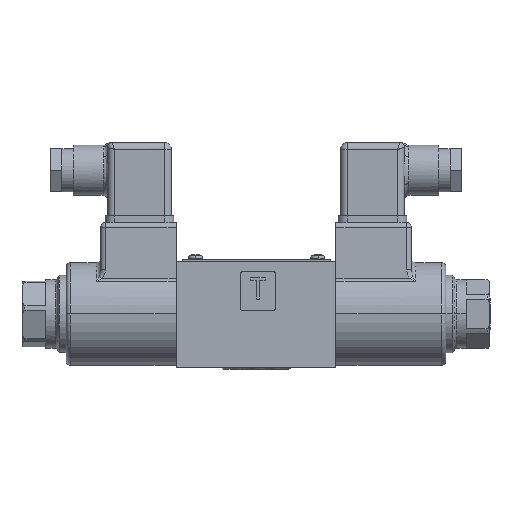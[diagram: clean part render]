
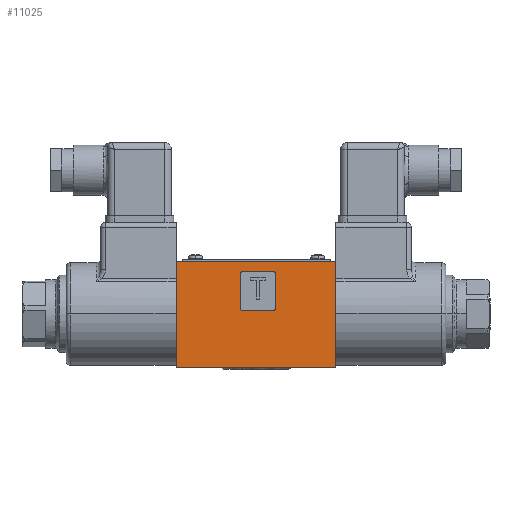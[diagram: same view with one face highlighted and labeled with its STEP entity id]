
A CAD part, top view. The second image highlights one B-rep face of the part: STEP entity #11025.
In plain terms, the highlighted planar face has unit normal (0, 0, 1).
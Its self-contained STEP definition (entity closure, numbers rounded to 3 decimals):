
#455 = DIRECTION ( 'NONE',  ( -1., 0., 0. ) ) ;
#753 = AXIS2_PLACEMENT_3D ( 'NONE', #15345, #15029, #2857 ) ;
#992 = ORIENTED_EDGE ( 'NONE', *, *, #15819, .F. ) ;
#1267 = DIRECTION ( 'NONE',  ( 0., 0., 1. ) ) ;
#1406 = CARTESIAN_POINT ( 'NONE',  ( 43.66, 41., 46. ) ) ;
#1581 = LINE ( 'NONE', #15262, #12438 ) ;
#1691 = AXIS2_PLACEMENT_3D ( 'NONE', #10110, #2783, #3102 ) ;
#2566 = CARTESIAN_POINT ( 'NONE',  ( 42.66, 42., 46. ) ) ;
#2575 = VERTEX_POINT ( 'NONE', #6498 ) ;
#2625 = VERTEX_POINT ( 'NONE', #13495 ) ;
#2783 = DIRECTION ( 'NONE',  ( 0., 0., 1. ) ) ;
#2822 = CARTESIAN_POINT ( 'NONE',  ( 0., 46.5, 46. ) ) ;
#2857 = DIRECTION ( 'NONE',  ( 1., 0., 0. ) ) ;
#3102 = DIRECTION ( 'NONE',  ( 1., 0., 0. ) ) ;
#3259 = EDGE_LOOP ( 'NONE', ( #5497, #4882, #9087, #10423, #8832, #5095, #7128, #15359 ) ) ;
#3392 = AXIS2_PLACEMENT_3D ( 'NONE', #15592, #1267, #13138 ) ;
#3829 = VERTEX_POINT ( 'NONE', #12314 ) ;
#4463 = VERTEX_POINT ( 'NONE', #14913 ) ;
#4781 = CARTESIAN_POINT ( 'NONE',  ( 0., 0., 46. ) ) ;
#4782 = CARTESIAN_POINT ( 'NONE',  ( 0., 0., 46. ) ) ;
#4882 = ORIENTED_EDGE ( 'NONE', *, *, #10360, .F. ) ;
#5095 = ORIENTED_EDGE ( 'NONE', *, *, #13592, .F. ) ;
#5223 = FACE_OUTER_BOUND ( 'NONE', #12449, .T. ) ;
#5464 = VECTOR ( 'NONE', #14543, 1000. ) ;
#5497 = ORIENTED_EDGE ( 'NONE', *, *, #9802, .F. ) ;
#5535 = CARTESIAN_POINT ( 'NONE',  ( 35., 23.25, 46. ) ) ;
#5538 = CARTESIAN_POINT ( 'NONE',  ( 29., 25., 46. ) ) ;
#5729 = VERTEX_POINT ( 'NONE', #5538 ) ;
#6367 = LINE ( 'NONE', #12367, #15445 ) ;
#6404 = VERTEX_POINT ( 'NONE', #6713 ) ;
#6426 = VECTOR ( 'NONE', #6636, 1000. ) ;
#6498 = CARTESIAN_POINT ( 'NONE',  ( 28., 26., 46. ) ) ;
#6636 = DIRECTION ( 'NONE',  ( 0., -1., 0. ) ) ;
#6713 = CARTESIAN_POINT ( 'NONE',  ( 42.66, 25., 46. ) ) ;
#6764 = PLANE ( 'NONE',  #7617 ) ;
#6783 = EDGE_CURVE ( 'NONE', #3829, #2575, #11703, .T. ) ;
#7121 = EDGE_CURVE ( 'NONE', #12632, #10812, #7692, .T. ) ;
#7128 = ORIENTED_EDGE ( 'NONE', *, *, #7121, .F. ) ;
#7194 = ORIENTED_EDGE ( 'NONE', *, *, #10835, .F. ) ;
#7262 = DIRECTION ( 'NONE',  ( 1., 0., 0. ) ) ;
#7617 = AXIS2_PLACEMENT_3D ( 'NONE', #5535, #10416, #15270 ) ;
#7692 = CIRCLE ( 'NONE', #753, 1. ) ;
#8832 = ORIENTED_EDGE ( 'NONE', *, *, #11033, .F. ) ;
#9004 = CARTESIAN_POINT ( 'NONE',  ( 29., 26., 46. ) ) ;
#9054 = CIRCLE ( 'NONE', #3392, 1. ) ;
#9087 = ORIENTED_EDGE ( 'NONE', *, *, #14841, .F. ) ;
#9236 = ORIENTED_EDGE ( 'NONE', *, *, #10077, .F. ) ;
#9299 = CARTESIAN_POINT ( 'NONE',  ( 70., 46.5, 46. ) ) ;
#9567 = VERTEX_POINT ( 'NONE', #10060 ) ;
#9682 = LINE ( 'NONE', #4782, #5464 ) ;
#9802 = EDGE_CURVE ( 'NONE', #6404, #9567, #9054, .T. ) ;
#10060 = CARTESIAN_POINT ( 'NONE',  ( 43.66, 26., 46. ) ) ;
#10077 = EDGE_CURVE ( 'NONE', #12674, #2625, #9682, .T. ) ;
#10110 = CARTESIAN_POINT ( 'NONE',  ( 29., 41., 46. ) ) ;
#10344 = LINE ( 'NONE', #11383, #15744 ) ;
#10360 = EDGE_CURVE ( 'NONE', #5729, #6404, #13339, .T. ) ;
#10416 = DIRECTION ( 'NONE',  ( 0., 0., 1. ) ) ;
#10423 = ORIENTED_EDGE ( 'NONE', *, *, #6783, .F. ) ;
#10424 = DIRECTION ( 'NONE',  ( 0., -1., 0. ) ) ;
#10491 = VECTOR ( 'NONE', #11407, 1000. ) ;
#10696 = CARTESIAN_POINT ( 'NONE',  ( 29., 25., 46. ) ) ;
#10812 = VERTEX_POINT ( 'NONE', #2566 ) ;
#10835 = EDGE_CURVE ( 'NONE', #4463, #12674, #10344, .T. ) ;
#11025 = ADVANCED_FACE ( 'NONE', ( #12827, #5223 ), #6764, .T. ) ;
#11033 = EDGE_CURVE ( 'NONE', #12166, #3829, #13473, .T. ) ;
#11225 = DIRECTION ( 'NONE',  ( 0., 1., 0. ) ) ;
#11383 = CARTESIAN_POINT ( 'NONE',  ( 70., 0., 46. ) ) ;
#11407 = DIRECTION ( 'NONE',  ( 1., 0., 0. ) ) ;
#11703 = LINE ( 'NONE', #15279, #12010 ) ;
#12010 = VECTOR ( 'NONE', #10424, 1000. ) ;
#12166 = VERTEX_POINT ( 'NONE', #15430 ) ;
#12314 = CARTESIAN_POINT ( 'NONE',  ( 28., 41., 46. ) ) ;
#12367 = CARTESIAN_POINT ( 'NONE',  ( 43.66, 41., 46. ) ) ;
#12438 = VECTOR ( 'NONE', #455, 1000. ) ;
#12449 = EDGE_LOOP ( 'NONE', ( #15751, #9236, #7194, #992 ) ) ;
#12595 = DIRECTION ( 'NONE',  ( -1., 0., 0. ) ) ;
#12632 = VERTEX_POINT ( 'NONE', #1406 ) ;
#12674 = VERTEX_POINT ( 'NONE', #4781 ) ;
#12677 = DIRECTION ( 'NONE',  ( 0., 0., 1. ) ) ;
#12775 = LINE ( 'NONE', #2822, #10491 ) ;
#12826 = CIRCLE ( 'NONE', #14840, 1. ) ;
#12827 = FACE_BOUND ( 'NONE', #3259, .T. ) ;
#13138 = DIRECTION ( 'NONE',  ( -1., 0., 0. ) ) ;
#13191 = EDGE_CURVE ( 'NONE', #9567, #12632, #6367, .T. ) ;
#13339 = LINE ( 'NONE', #10696, #13654 ) ;
#13473 = CIRCLE ( 'NONE', #1691, 1. ) ;
#13495 = CARTESIAN_POINT ( 'NONE',  ( 0., 46.5, 46. ) ) ;
#13592 = EDGE_CURVE ( 'NONE', #10812, #12166, #1581, .T. ) ;
#13654 = VECTOR ( 'NONE', #7262, 1000. ) ;
#14543 = DIRECTION ( 'NONE',  ( 0., 1., 0. ) ) ;
#14840 = AXIS2_PLACEMENT_3D ( 'NONE', #9004, #12677, #12595 ) ;
#14841 = EDGE_CURVE ( 'NONE', #2575, #5729, #12826, .T. ) ;
#14912 = CARTESIAN_POINT ( 'NONE',  ( 70., 46.5, 46. ) ) ;
#14913 = CARTESIAN_POINT ( 'NONE',  ( 70., 0., 46. ) ) ;
#15029 = DIRECTION ( 'NONE',  ( 0., 0., 1. ) ) ;
#15072 = LINE ( 'NONE', #14912, #6426 ) ;
#15126 = DIRECTION ( 'NONE',  ( -1., 0., 0. ) ) ;
#15262 = CARTESIAN_POINT ( 'NONE',  ( 29., 42., 46. ) ) ;
#15270 = DIRECTION ( 'NONE',  ( 1., 0., 0. ) ) ;
#15279 = CARTESIAN_POINT ( 'NONE',  ( 28., 41., 46. ) ) ;
#15287 = VERTEX_POINT ( 'NONE', #9299 ) ;
#15345 = CARTESIAN_POINT ( 'NONE',  ( 42.66, 41., 46. ) ) ;
#15359 = ORIENTED_EDGE ( 'NONE', *, *, #13191, .F. ) ;
#15430 = CARTESIAN_POINT ( 'NONE',  ( 29., 42., 46. ) ) ;
#15445 = VECTOR ( 'NONE', #11225, 1000. ) ;
#15592 = CARTESIAN_POINT ( 'NONE',  ( 42.66, 26., 46. ) ) ;
#15744 = VECTOR ( 'NONE', #15126, 1000. ) ;
#15751 = ORIENTED_EDGE ( 'NONE', *, *, #15825, .F. ) ;
#15819 = EDGE_CURVE ( 'NONE', #15287, #4463, #15072, .T. ) ;
#15825 = EDGE_CURVE ( 'NONE', #2625, #15287, #12775, .T. ) ;
